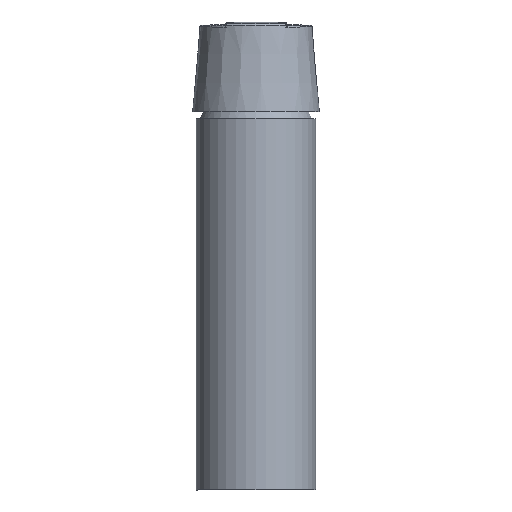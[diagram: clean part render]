
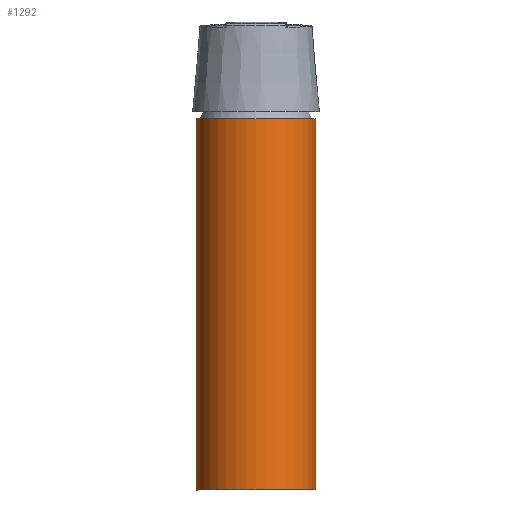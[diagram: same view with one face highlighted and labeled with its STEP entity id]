
A CAD part, left-side view. The second image highlights one B-rep face of the part: STEP entity #1292.
In plain terms, the highlighted cylindrical face has radius 25.5 mm (diameter 51 mm), a full revolution.
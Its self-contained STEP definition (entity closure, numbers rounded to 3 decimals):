
#107=CYLINDRICAL_SURFACE('',#1405,25.5);
#172=CIRCLE('',#1401,25.5);
#174=CIRCLE('',#1404,25.5);
#410=ORIENTED_EDGE('',*,*,#548,.F.);
#411=ORIENTED_EDGE('',*,*,#549,.F.);
#412=ORIENTED_EDGE('',*,*,#550,.F.);
#413=ORIENTED_EDGE('',*,*,#546,.T.);
#546=EDGE_CURVE('',#639,#639,#172,.T.);
#548=EDGE_CURVE('',#641,#641,#174,.T.);
#549=EDGE_CURVE('',#642,#642,#702,.T.);
#550=EDGE_CURVE('',#643,#643,#703,.T.);
#639=VERTEX_POINT('',#3985);
#641=VERTEX_POINT('',#3990);
#642=VERTEX_POINT('',#4003);
#643=VERTEX_POINT('',#4015);
#702=B_SPLINE_CURVE_WITH_KNOTS('',3,(#3992,#3993,#3994,#3995,#3996,#3997,
#3998,#3999,#4000,#4001,#4002),.UNSPECIFIED.,.T.,.F.,(1,1,1,1,1,1,1,1,1,
1,1,1,1,1,1),(-0.007,-0.005,-0.002,
0.,0.002,0.005,0.007,0.009,
0.012,0.014,0.016,0.019,
0.021,0.023,0.026),.UNSPECIFIED.);
#703=B_SPLINE_CURVE_WITH_KNOTS('',3,(#4004,#4005,#4006,#4007,#4008,#4009,
#4010,#4011,#4012,#4013,#4014),.UNSPECIFIED.,.T.,.F.,(1,1,1,1,1,1,1,1,1,
1,1,1,1,1,1),(-0.007,-0.005,-0.002,
0.,0.002,0.005,0.007,0.009,
0.012,0.014,0.016,0.019,
0.021,0.023,0.026),.UNSPECIFIED.);
#774=EDGE_LOOP('',(#410));
#775=EDGE_LOOP('',(#411));
#776=EDGE_LOOP('',(#412));
#777=EDGE_LOOP('',(#413));
#848=FACE_BOUND('',#774,.T.);
#849=FACE_BOUND('',#775,.T.);
#850=FACE_BOUND('',#776,.T.);
#851=FACE_BOUND('',#777,.T.);
#1292=ADVANCED_FACE('',(#848,#849,#850,#851),#107,.T.);
#1401=AXIS2_PLACEMENT_3D('',#3984,#1609,#1610);
#1404=AXIS2_PLACEMENT_3D('',#3989,#1615,#1616);
#1405=AXIS2_PLACEMENT_3D('',#3991,#1617,#1618);
#1609=DIRECTION('',(0.,0.,1.));
#1610=DIRECTION('',(0.,-1.,0.));
#1615=DIRECTION('',(0.,0.,1.));
#1616=DIRECTION('',(1.,0.,0.));
#1617=DIRECTION('',(0.,0.,-1.));
#1618=DIRECTION('',(-1.,0.,0.));
#3984=CARTESIAN_POINT('',(0.,0.,0.55));
#3985=CARTESIAN_POINT('',(0.,-25.5,0.55));
#3989=CARTESIAN_POINT('',(0.,0.,158.65));
#3990=CARTESIAN_POINT('',(25.5,0.,158.65));
#3991=CARTESIAN_POINT('',(0.,0.,160.05));
#3992=CARTESIAN_POINT('',(25.467,-1.655,130.297));
#3993=CARTESIAN_POINT('',(25.487,-0.67,132.651));
#3994=CARTESIAN_POINT('',(25.467,-1.655,135.001));
#3995=CARTESIAN_POINT('',(25.23,-3.993,135.974));
#3996=CARTESIAN_POINT('',(24.731,-6.297,135.002));
#3997=CARTESIAN_POINT('',(24.447,-7.238,132.651));
#3998=CARTESIAN_POINT('',(24.731,-6.299,130.302));
#3999=CARTESIAN_POINT('',(25.229,-3.999,129.325));
#4000=CARTESIAN_POINT('',(25.467,-1.655,130.297));
#4001=CARTESIAN_POINT('',(25.487,-0.67,132.651));
#4002=CARTESIAN_POINT('',(25.467,-1.655,135.001));
#4003=CARTESIAN_POINT('',(25.48,-0.998,132.65));
#4004=CARTESIAN_POINT('',(25.467,1.655,135.003));
#4005=CARTESIAN_POINT('',(25.487,0.67,132.649));
#4006=CARTESIAN_POINT('',(25.467,1.655,130.299));
#4007=CARTESIAN_POINT('',(25.23,3.993,129.326));
#4008=CARTESIAN_POINT('',(24.731,6.297,130.298));
#4009=CARTESIAN_POINT('',(24.447,7.238,132.649));
#4010=CARTESIAN_POINT('',(24.731,6.299,134.998));
#4011=CARTESIAN_POINT('',(25.229,3.999,135.975));
#4012=CARTESIAN_POINT('',(25.467,1.655,135.003));
#4013=CARTESIAN_POINT('',(25.487,0.67,132.649));
#4014=CARTESIAN_POINT('',(25.467,1.655,130.299));
#4015=CARTESIAN_POINT('',(25.48,0.998,132.65));
